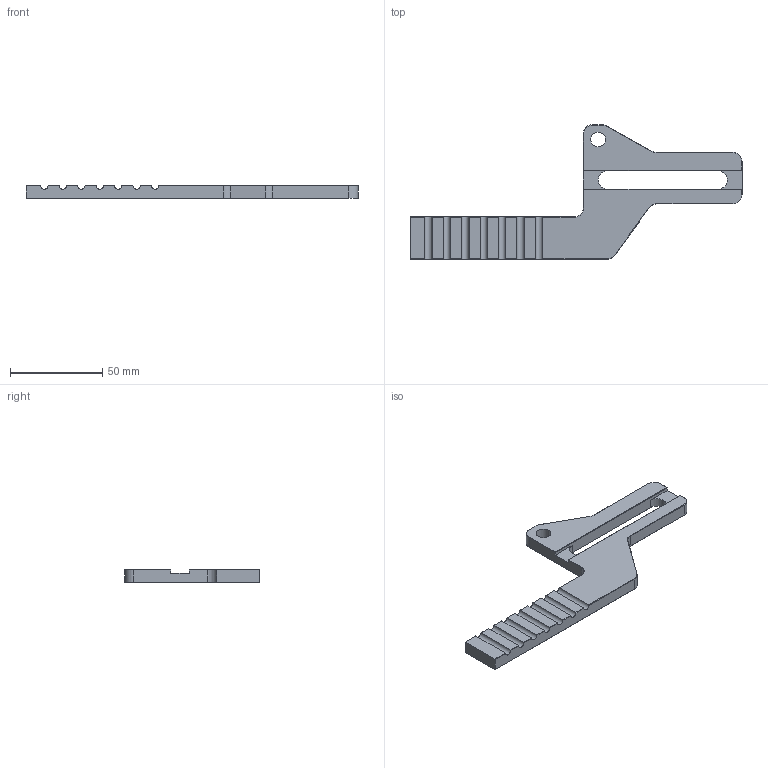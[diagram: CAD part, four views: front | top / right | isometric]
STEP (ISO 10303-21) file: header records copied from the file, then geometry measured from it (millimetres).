
FILE_DESCRIPTION(/* description */ (''),/* implementation_level */ '2;1');
FILE_NAME(/* name */ 'b62ada87-9f68-4280-b9ce-4425fbe8f0ac.stp',/* time_stamp */ '2018-06-22T18:13:16+02:00',/* author */ (''),/* organization */ (''),/* preprocessor_version */ 'ST-DEVELOPER v17',/* originating_system */ 'Autodesk Translation Framework v7.1.0.215',/* authorisation */ '');
FILE_SCHEMA (('AUTOMOTIVE_DESIGN { 1 0 10303 214 3 1 1 }'));
Length unit declared in the file: millimetre
Products named in the file (1): Droupout Dr
Bounding box: 180 x 73 x 7 mm (x, y, z)
Volume: 33581.3 mm3; surface area: 14671.4 mm2
Topology: 1 solids, 1 shells, 98 faces, 251 edges, 154 vertices
Faces by surface type: plane 62, cylinder 18, cone 18
Full cylindrical faces by diameter (mm): 8 x1
Entity records: 2978 total; most frequent: DIRECTION 531, CARTESIAN_POINT 504, ORIENTED_EDGE 502, EDGE_CURVE 251, AXIS2_PLACEMENT_3D 181, LINE 169, VECTOR 169, VERTEX_POINT 154
